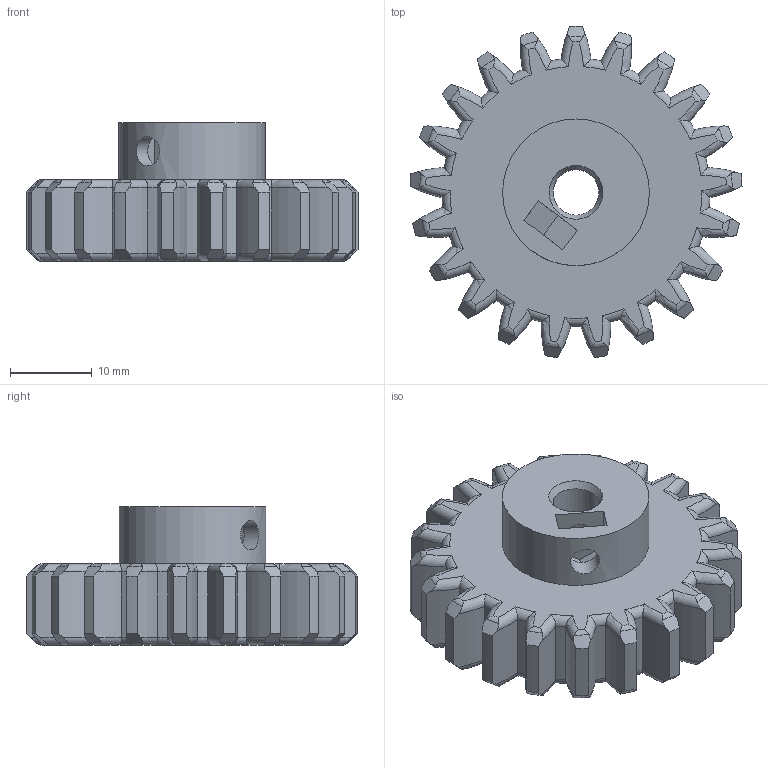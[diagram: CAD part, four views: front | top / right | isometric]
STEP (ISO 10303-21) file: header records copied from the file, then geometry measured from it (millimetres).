
FILE_DESCRIPTION(/* description */ ('Cycl_enganajeMotorXY'),/* implementation_level */ '2;1');
FILE_NAME(/* name */ 'G004168_Engranaje_motor_XY.stp',/* time_stamp */ '2015-09-04T18:37:51+02:00',/* author */ ('jnazabal'),/* organization */ (''),/* preprocessor_version */ 'ST-DEVELOPER v15.6',/* originating_system */ 'Autodesk Inventor 2015',/* authorisation */ '');
FILE_SCHEMA (('AUTOMOTIVE_DESIGN { 1 0 10303 214 3 1 1 }'));
Length unit declared in the file: millimetre
Products named in the file (1): Engranaje recto23
Bounding box: 40.72 x 40.62 x 17 mm (x, y, z)
Volume: 11850.5 mm3; surface area: 4959.6 mm2
Topology: 1 solids, 1 shells, 309 faces, 833 edges, 528 vertices
Faces by surface type: torus 168, cylinder 88, cone 44, plane 9
Full cylindrical faces by diameter (mm): 3.6 x2, 5.6 x1, 18 x1
Entity records: 11562 total; most frequent: CARTESIAN_POINT 4163, ORIENTED_EDGE 1648, DIRECTION 1491, EDGE_CURVE 824, AXIS2_PLACEMENT_3D 696, VERTEX_POINT 525, CIRCLE 386, B_SPLINE_CURVE_WITH_KNOTS 339
